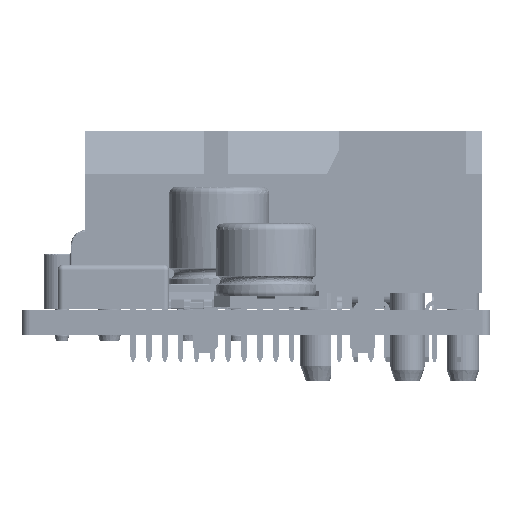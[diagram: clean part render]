
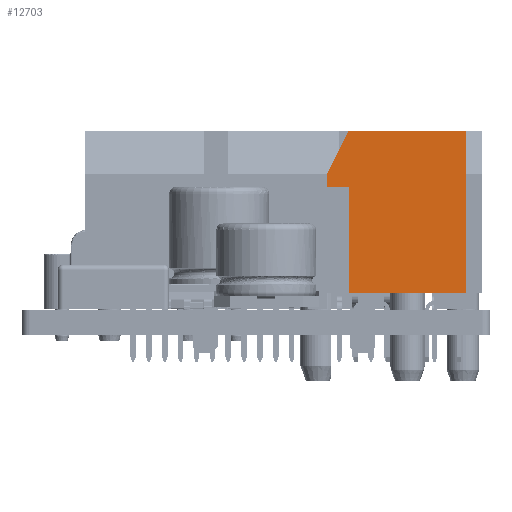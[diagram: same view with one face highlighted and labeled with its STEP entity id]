
A CAD part, left-side view. The second image highlights one B-rep face of the part: STEP entity #12703.
In plain terms, the highlighted face is planar.
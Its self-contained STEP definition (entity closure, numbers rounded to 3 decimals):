
#12290 = EDGE_CURVE('',#12291,#12293,#12295,.T.);
#12291 = VERTEX_POINT('',#12292);
#12292 = CARTESIAN_POINT('',(10.35,1.,3.7));
#12293 = VERTEX_POINT('',#12294);
#12294 = CARTESIAN_POINT('',(10.35,1.,-3.7));
#12295 = LINE('',#12296,#12297);
#12296 = CARTESIAN_POINT('',(10.35,1.,3.7));
#12297 = VECTOR('',#12298,1.);
#12298 = DIRECTION('',(0.,0.,-1.));
#12639 = VERTEX_POINT('',#12640);
#12640 = CARTESIAN_POINT('',(10.35,7.7,3.7));
#12693 = EDGE_CURVE('',#12639,#12291,#12694,.T.);
#12694 = LINE('',#12695,#12696);
#12695 = CARTESIAN_POINT('',(10.35,48.572,3.7));
#12696 = VECTOR('',#12697,1.);
#12697 = DIRECTION('',(-0.,-1.,-0.));
#12703 = ADVANCED_FACE('',(#12704),#12746,.F.);
#12704 = FACE_BOUND('',#12705,.T.);
#12705 = EDGE_LOOP('',(#12706,#12716,#12724,#12732,#12738,#12739,#12740)
  );
#12706 = ORIENTED_EDGE('',*,*,#12707,.F.);
#12707 = EDGE_CURVE('',#12708,#12710,#12712,.T.);
#12708 = VERTEX_POINT('',#12709);
#12709 = CARTESIAN_POINT('',(10.35,11.25,3.7));
#12710 = VERTEX_POINT('',#12711);
#12711 = CARTESIAN_POINT('',(10.35,11.25,-3.7));
#12712 = LINE('',#12713,#12714);
#12713 = CARTESIAN_POINT('',(10.35,11.25,3.7));
#12714 = VECTOR('',#12715,1.);
#12715 = DIRECTION('',(0.,0.,-1.));
#12716 = ORIENTED_EDGE('',*,*,#12717,.T.);
#12717 = EDGE_CURVE('',#12708,#12718,#12720,.T.);
#12718 = VERTEX_POINT('',#12719);
#12719 = CARTESIAN_POINT('',(10.35,8.5,5.1));
#12720 = LINE('',#12721,#12722);
#12721 = CARTESIAN_POINT('',(10.35,11.25,3.7));
#12722 = VECTOR('',#12723,1.);
#12723 = DIRECTION('',(0.,-0.891,0.454));
#12724 = ORIENTED_EDGE('',*,*,#12725,.T.);
#12725 = EDGE_CURVE('',#12718,#12726,#12728,.T.);
#12726 = VERTEX_POINT('',#12727);
#12727 = CARTESIAN_POINT('',(10.35,7.7,5.1));
#12728 = LINE('',#12729,#12730);
#12729 = CARTESIAN_POINT('',(10.35,8.5,5.1));
#12730 = VECTOR('',#12731,1.);
#12731 = DIRECTION('',(0.,-1.,0.));
#12732 = ORIENTED_EDGE('',*,*,#12733,.T.);
#12733 = EDGE_CURVE('',#12726,#12639,#12734,.T.);
#12734 = LINE('',#12735,#12736);
#12735 = CARTESIAN_POINT('',(10.35,7.7,5.1));
#12736 = VECTOR('',#12737,1.);
#12737 = DIRECTION('',(0.,0.,-1.));
#12738 = ORIENTED_EDGE('',*,*,#12693,.T.);
#12739 = ORIENTED_EDGE('',*,*,#12290,.T.);
#12740 = ORIENTED_EDGE('',*,*,#12741,.F.);
#12741 = EDGE_CURVE('',#12710,#12293,#12742,.T.);
#12742 = LINE('',#12743,#12744);
#12743 = CARTESIAN_POINT('',(10.35,48.572,-3.7));
#12744 = VECTOR('',#12745,1.);
#12745 = DIRECTION('',(-0.,-1.,-0.));
#12746 = PLANE('',#12747);
#12747 = AXIS2_PLACEMENT_3D('',#12748,#12749,#12750);
#12748 = CARTESIAN_POINT('',(10.35,48.572,3.7));
#12749 = DIRECTION('',(-1.,0.,0.));
#12750 = DIRECTION('',(0.,0.,1.));
